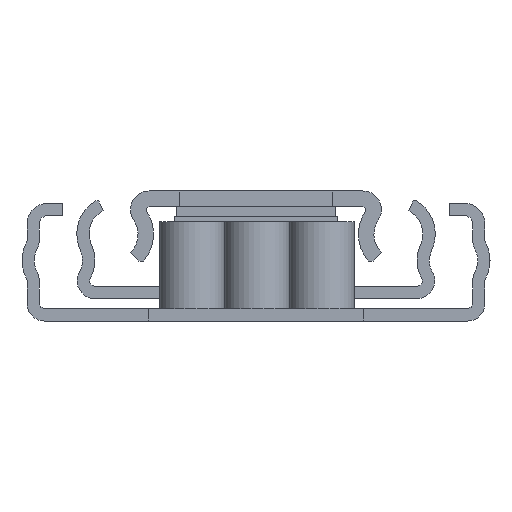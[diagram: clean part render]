
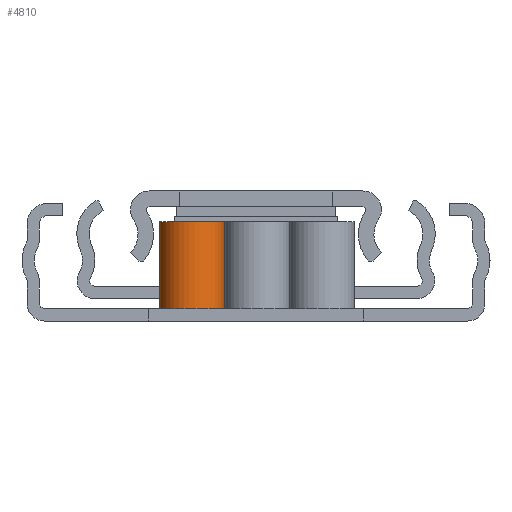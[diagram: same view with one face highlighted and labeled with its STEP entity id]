
A CAD part, left-side view. The second image highlights one B-rep face of the part: STEP entity #4810.
In plain terms, the highlighted cylindrical face has radius 3.198 mm (diameter 6.396 mm), a partial arc.
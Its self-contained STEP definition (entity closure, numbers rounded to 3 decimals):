
#116 = AXIS2_PLACEMENT_3D ( 'NONE', #756, #4930, #3032 ) ;
#421 = DIRECTION ( 'NONE',  ( 0., 0., -1. ) ) ;
#741 = CARTESIAN_POINT ( 'NONE',  ( -3.167, -1.1, 8.5 ) ) ;
#756 = CARTESIAN_POINT ( 'NONE',  ( -6.333, -0.652, 8.5 ) ) ;
#1584 = VERTEX_POINT ( 'NONE', #8816 ) ;
#2195 = VECTOR ( 'NONE', #12386, 1000. ) ;
#2810 = EDGE_CURVE ( 'NONE', #11672, #1584, #6629, .T. ) ;
#3006 = LINE ( 'NONE', #10986, #7518 ) ;
#3032 = DIRECTION ( 'NONE',  ( -1., 0., 0. ) ) ;
#3146 = ORIENTED_EDGE ( 'NONE', *, *, #5118, .F. ) ;
#3235 = CIRCLE ( 'NONE', #116, 3.198 ) ;
#3499 = CARTESIAN_POINT ( 'NONE',  ( -3.167, -1.1, 8.5 ) ) ;
#3904 = CARTESIAN_POINT ( 'NONE',  ( -6.333, -0.652, 8.5 ) ) ;
#3970 = DIRECTION ( 'NONE',  ( 0., 0., -1. ) ) ;
#4716 = ORIENTED_EDGE ( 'NONE', *, *, #5287, .T. ) ;
#4810 = ADVANCED_FACE ( 'NONE', ( #5070 ), #5916, .T. ) ;
#4930 = DIRECTION ( 'NONE',  ( 0., 0., -1. ) ) ;
#5070 = FACE_OUTER_BOUND ( 'NONE', #9322, .T. ) ;
#5118 = EDGE_CURVE ( 'NONE', #7473, #11672, #7488, .T. ) ;
#5287 = EDGE_CURVE ( 'NONE', #7473, #8322, #3235, .T. ) ;
#5707 = ORIENTED_EDGE ( 'NONE', *, *, #9077, .T. ) ;
#5916 = CYLINDRICAL_SURFACE ( 'NONE', #8394, 3.198 ) ;
#6629 = CIRCLE ( 'NONE', #11661, 3.198 ) ;
#6860 = CARTESIAN_POINT ( 'NONE',  ( -3.167, -1.1, 0. ) ) ;
#6888 = CARTESIAN_POINT ( 'NONE',  ( -9.5, -1.1, 8.5 ) ) ;
#7327 = ORIENTED_EDGE ( 'NONE', *, *, #2810, .F. ) ;
#7473 = VERTEX_POINT ( 'NONE', #741 ) ;
#7488 = LINE ( 'NONE', #3499, #2195 ) ;
#7518 = VECTOR ( 'NONE', #10923, 1000. ) ;
#8322 = VERTEX_POINT ( 'NONE', #6888 ) ;
#8394 = AXIS2_PLACEMENT_3D ( 'NONE', #3904, #3970, #9914 ) ;
#8816 = CARTESIAN_POINT ( 'NONE',  ( -9.5, -1.1, 0. ) ) ;
#9077 = EDGE_CURVE ( 'NONE', #8322, #1584, #3006, .T. ) ;
#9322 = EDGE_LOOP ( 'NONE', ( #7327, #3146, #4716, #5707 ) ) ;
#9914 = DIRECTION ( 'NONE',  ( -1., 0., 0. ) ) ;
#10923 = DIRECTION ( 'NONE',  ( 0., 0., -1. ) ) ;
#10986 = CARTESIAN_POINT ( 'NONE',  ( -9.5, -1.1, 8.5 ) ) ;
#11661 = AXIS2_PLACEMENT_3D ( 'NONE', #12747, #421, #11789 ) ;
#11672 = VERTEX_POINT ( 'NONE', #6860 ) ;
#11789 = DIRECTION ( 'NONE',  ( -1., 0., 0. ) ) ;
#12386 = DIRECTION ( 'NONE',  ( 0., 0., -1. ) ) ;
#12747 = CARTESIAN_POINT ( 'NONE',  ( -6.333, -0.652, 0. ) ) ;
